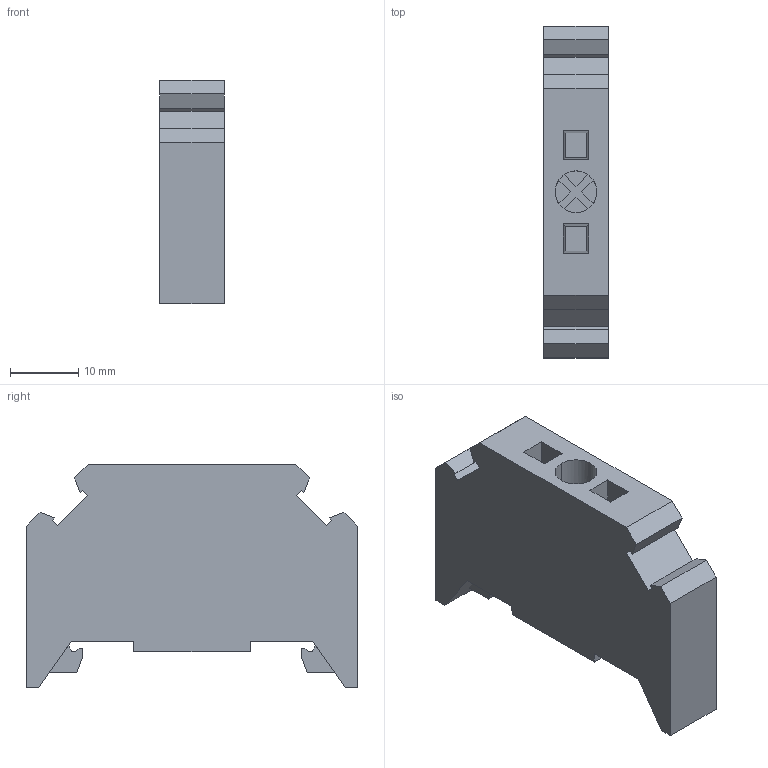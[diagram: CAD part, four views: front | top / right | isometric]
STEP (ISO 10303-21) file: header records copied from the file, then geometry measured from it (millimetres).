
FILE_DESCRIPTION(('Creo Elements/Direct Modeling STEP Export'),'2;1');
FILE_NAME('model.stp','2021-03-24T12:52:19',(''),(''),'Creo Elements/Direct Modeling STEP processor for AP214 (Solid Model)','Creo Elements/Direct Modeling 20.1D 10-Oct-2020 (C) Parametric Technology GmbH','');
FILE_SCHEMA(('AUTOMOTIVE_DESIGN { 1 0 10303 214 1 1 1 1 }'));
Length unit declared in the file: millimetre
Products named in the file (2): E_NS_35_N_BU_Select
Assembly tree (1 placements, depth 2):
  E_NS_35_N_BU_Select
    E_NS_35_N_BU_Select
Bounding box: 9.5 x 48.6 x 32.8 mm (x, y, z)
Volume: 10986.2 mm3; surface area: 4876.2 mm2
Topology: 1 solids, 1 shells, 75 faces, 204 edges, 136 vertices
Faces by surface type: plane 71, cylinder 4
Entity records: 2914 total; most frequent: ORIENTED_EDGE 408, CARTESIAN_POINT 404, DIRECTION 348, EDGE_CURVE 204, VECTOR 188, LINE 188, VERTEX_POINT 136, AXIS2_PLACEMENT_3D 80
